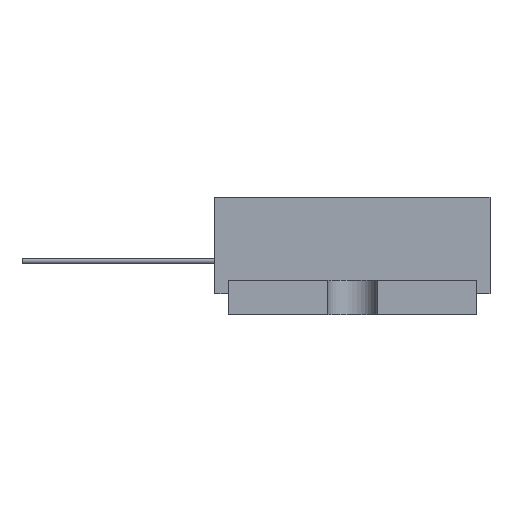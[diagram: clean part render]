
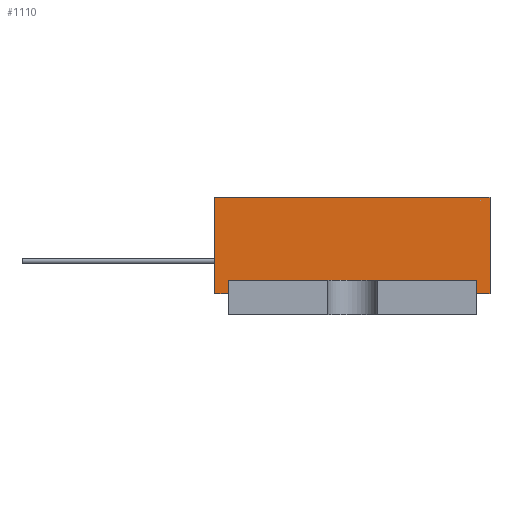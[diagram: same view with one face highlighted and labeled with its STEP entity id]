
A CAD part, left-side view. The second image highlights one B-rep face of the part: STEP entity #1110.
In plain terms, the highlighted planar face has unit normal (-1, 0, 0).
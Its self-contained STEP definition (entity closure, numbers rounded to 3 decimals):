
#1110=ADVANCED_FACE('',(#2238),#2240,.T.);
#2238=FACE_BOUND('',#2239,.T.);
#2239=EDGE_LOOP('',(#3191,#3192,#3193,#3194,#3195,#3196,#3197,#3198));
#2240=PLANE('',#2241);
#2241=AXIS2_PLACEMENT_3D('',#2242,#2243,#2244);
#2242=CARTESIAN_POINT('',(-27.5,10.,1.5));
#2243=DIRECTION('',(-1.,0.,0.));
#2244=DIRECTION('',(0.,-1.,0.));
#3191=ORIENTED_EDGE('',*,*,#3770,.T.);
#3192=ORIENTED_EDGE('',*,*,#3771,.T.);
#3193=ORIENTED_EDGE('',*,*,#3772,.T.);
#3194=ORIENTED_EDGE('',*,*,#3773,.T.);
#3195=ORIENTED_EDGE('',*,*,#3416,.F.);
#3196=ORIENTED_EDGE('',*,*,#3774,.F.);
#3197=ORIENTED_EDGE('',*,*,#3775,.T.);
#3198=ORIENTED_EDGE('',*,*,#3776,.T.);
#3416=EDGE_CURVE('',#3822,#3823,#3824,.T.);
#3770=EDGE_CURVE('',#4414,#4415,#4416,.T.);
#3771=EDGE_CURVE('',#4415,#4417,#4418,.T.);
#3772=EDGE_CURVE('',#4417,#4419,#4420,.T.);
#3773=EDGE_CURVE('',#4419,#3823,#4421,.T.);
#3774=EDGE_CURVE('',#4422,#3822,#4423,.T.);
#3775=EDGE_CURVE('',#4422,#4424,#4425,.T.);
#3776=EDGE_CURVE('',#4424,#4414,#4426,.T.);
#3822=VERTEX_POINT('',#4502);
#3823=VERTEX_POINT('',#4503);
#3824=LINE('',#4504,#4505);
#4414=VERTEX_POINT('',#5832);
#4415=VERTEX_POINT('',#5833);
#4416=LINE('',#5834,#5835);
#4417=VERTEX_POINT('',#5837);
#4418=LINE('',#5838,#5839);
#4419=VERTEX_POINT('',#5841);
#4420=LINE('',#5842,#5843);
#4421=LINE('',#5845,#5846);
#4422=VERTEX_POINT('',#5848);
#4423=LINE('',#5849,#5850);
#4424=VERTEX_POINT('',#5852);
#4425=LINE('',#5853,#5854);
#4426=LINE('',#5856,#5857);
#4502=CARTESIAN_POINT('',(-27.5,10.,8.5));
#4503=CARTESIAN_POINT('',(-27.5,-10.,8.5));
#4504=CARTESIAN_POINT('',(-27.5,10.,8.5));
#4505=VECTOR('',#4506,1.);
#4506=DIRECTION('',(0.,-1.,0.));
#5832=CARTESIAN_POINT('',(-27.5,9.,2.5));
#5833=CARTESIAN_POINT('',(-27.5,-9.,2.5));
#5834=CARTESIAN_POINT('',(-27.5,9.,2.5));
#5835=VECTOR('',#5836,1.);
#5836=DIRECTION('',(0.,-1.,0.));
#5837=CARTESIAN_POINT('',(-27.5,-9.,1.5));
#5838=CARTESIAN_POINT('',(-27.5,-9.,2.5));
#5839=VECTOR('',#5840,1.);
#5840=DIRECTION('',(0.,0.,-1.));
#5841=CARTESIAN_POINT('',(-27.5,-10.,1.5));
#5842=CARTESIAN_POINT('',(-27.5,-9.,1.5));
#5843=VECTOR('',#5844,1.);
#5844=DIRECTION('',(0.,-1.,0.));
#5845=CARTESIAN_POINT('',(-27.5,-10.,1.5));
#5846=VECTOR('',#5847,1.);
#5847=DIRECTION('',(0.,0.,1.));
#5848=CARTESIAN_POINT('',(-27.5,10.,1.5));
#5849=CARTESIAN_POINT('',(-27.5,10.,1.5));
#5850=VECTOR('',#5851,1.);
#5851=DIRECTION('',(0.,0.,1.));
#5852=CARTESIAN_POINT('',(-27.5,9.,1.5));
#5853=CARTESIAN_POINT('',(-27.5,10.,1.5));
#5854=VECTOR('',#5855,1.);
#5855=DIRECTION('',(0.,-1.,0.));
#5856=CARTESIAN_POINT('',(-27.5,9.,1.5));
#5857=VECTOR('',#5858,1.);
#5858=DIRECTION('',(0.,0.,1.));
